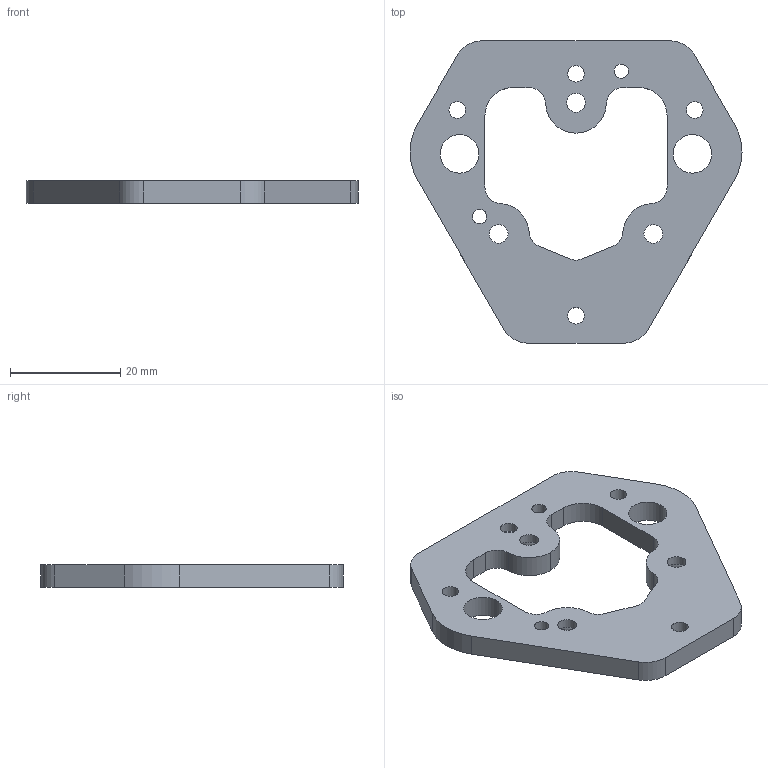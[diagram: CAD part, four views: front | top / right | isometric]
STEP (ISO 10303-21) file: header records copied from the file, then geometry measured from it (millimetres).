
FILE_DESCRIPTION(('FreeCAD Model'),'2;1');
FILE_NAME('Open CASCADE Shape Model','2023-11-22T14:43:54',(''),(''), 'Open CASCADE STEP processor 7.6','FreeCAD','Unknown');
FILE_SCHEMA(('AUTOMOTIVE_DESIGN { 1 0 10303 214 1 1 1 1 }'));
Length unit declared in the file: millimetre
Products named in the file (1): magnet_holder
Bounding box: 60.17 x 54.79 x 4 mm (x, y, z)
Volume: 5874.9 mm3; surface area: 5645.3 mm2
Topology: 1 solids, 2 shells, 68 faces, 179 edges, 115 vertices
Faces by surface type: cylinder 35, plane 27, cone 6
Full cylindrical faces by diameter (mm): 2.6 x3, 3 x5, 3.4 x3, 6.1 x3, 7 x2
Entity records: 4643 total; most frequent: CARTESIAN_POINT 963, DIRECTION 710, LINE 396, VECTOR 396, ORIENTED_EDGE 358, PCURVE 358, DEFINITIONAL_REPRESENTATION 358, EDGE_CURVE 179
